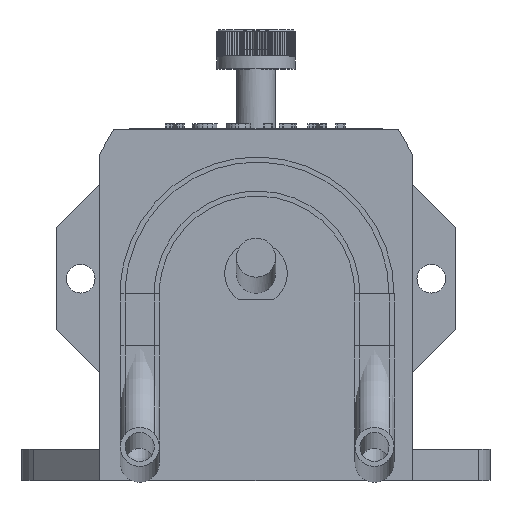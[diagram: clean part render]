
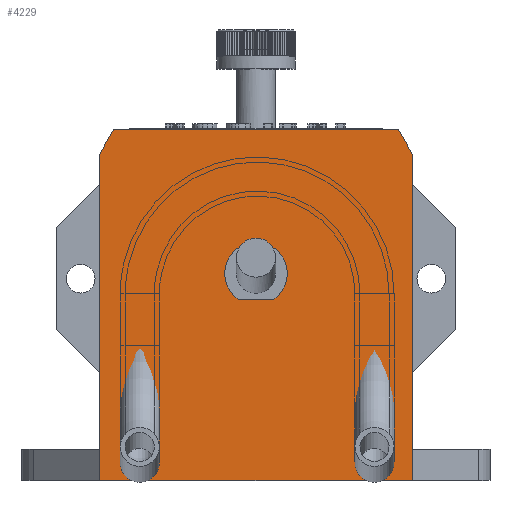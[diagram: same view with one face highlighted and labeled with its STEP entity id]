
A CAD part, top view. The second image highlights one B-rep face of the part: STEP entity #4229.
In plain terms, the highlighted planar face has unit normal (0, 0, 1).
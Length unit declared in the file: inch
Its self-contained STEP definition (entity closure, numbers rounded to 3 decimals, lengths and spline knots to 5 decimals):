
#3652=PLANE('',#12202);
#4229=ADVANCED_FACE('',(#4839),#3652,.T.);
#4839=FACE_OUTER_BOUND('',#5355,.T.);
#5355=EDGE_LOOP('',(#8818,#8819,#8820,#8821,#8822,#8823));
#6051=LINE('',#16730,#6821);
#6053=LINE('',#16734,#6823);
#6059=LINE('',#16745,#6829);
#6063=LINE('',#16757,#6833);
#6068=LINE('',#16767,#6838);
#6070=LINE('',#16771,#6840);
#6821=VECTOR('',#14354,1.);
#6823=VECTOR('',#14358,1.);
#6829=VECTOR('',#14366,1.);
#6833=VECTOR('',#14378,1.);
#6838=VECTOR('',#14387,1.);
#6840=VECTOR('',#14391,1.);
#8818=ORIENTED_EDGE('',*,*,#10865,.T.);
#8819=ORIENTED_EDGE('',*,*,#10876,.T.);
#8820=ORIENTED_EDGE('',*,*,#10878,.T.);
#8821=ORIENTED_EDGE('',*,*,#10871,.T.);
#8822=ORIENTED_EDGE('',*,*,#10859,.T.);
#8823=ORIENTED_EDGE('',*,*,#10857,.T.);
#9804=VERTEX_POINT('',#16729);
#9805=VERTEX_POINT('',#16731);
#9806=VERTEX_POINT('',#16735);
#9809=VERTEX_POINT('',#16744);
#9814=VERTEX_POINT('',#16758);
#9817=VERTEX_POINT('',#16768);
#10857=EDGE_CURVE('',#9805,#9804,#6051,.T.);
#10859=EDGE_CURVE('',#9806,#9805,#6053,.T.);
#10865=EDGE_CURVE('',#9804,#9809,#6059,.T.);
#10871=EDGE_CURVE('',#9814,#9806,#6063,.T.);
#10876=EDGE_CURVE('',#9809,#9817,#6068,.T.);
#10878=EDGE_CURVE('',#9817,#9814,#6070,.T.);
#12202=AXIS2_PLACEMENT_3D('',#16772,#14392,#14393);
#14354=DIRECTION('',(1.,0.,0.));
#14358=DIRECTION('',(0.,-1.,0.));
#14366=DIRECTION('',(0.,1.,0.));
#14378=DIRECTION('',(-0.5,-0.866,0.));
#14387=DIRECTION('',(-0.5,0.866,0.));
#14391=DIRECTION('',(-1.,0.,0.));
#14392=DIRECTION('',(0.,0.,1.));
#14393=DIRECTION('',(1.,0.,0.));
#16729=CARTESIAN_POINT('',(1.,0.,0.71));
#16730=CARTESIAN_POINT('',(0.,0.,0.71));
#16731=CARTESIAN_POINT('',(0.,0.,0.71));
#16734=CARTESIAN_POINT('',(0.,0.1,0.71));
#16735=CARTESIAN_POINT('',(0.,1.04206,0.71));
#16744=CARTESIAN_POINT('',(1.,1.04206,0.71));
#16745=CARTESIAN_POINT('',(1.,0.1,0.71));
#16757=CARTESIAN_POINT('',(-0.45122,0.26051,0.71));
#16758=CARTESIAN_POINT('',(0.045,1.12,0.71));
#16767=CARTESIAN_POINT('',(1.20122,0.69353,0.71));
#16768=CARTESIAN_POINT('',(0.955,1.12,0.71));
#16771=CARTESIAN_POINT('',(1.,1.12,0.71));
#16772=CARTESIAN_POINT('',(0.,0.,0.71));
